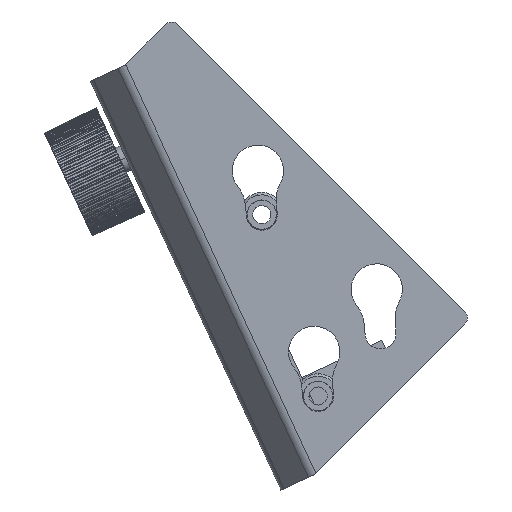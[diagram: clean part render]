
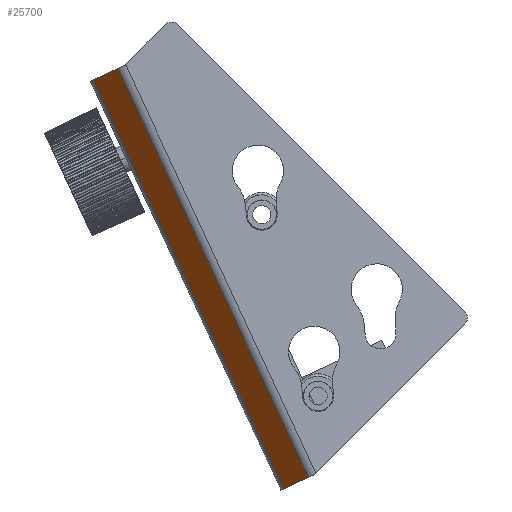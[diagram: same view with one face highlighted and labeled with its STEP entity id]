
A CAD part, left-side view. The second image highlights one B-rep face of the part: STEP entity #25700.
In plain terms, the highlighted face is planar.
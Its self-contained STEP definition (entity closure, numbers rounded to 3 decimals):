
#216 = AXIS2_PLACEMENT_3D ( 'NONE', #26887, #27093, #14101 ) ;
#3196 = EDGE_CURVE ( 'NONE', #8500, #37450, #29617, .T. ) ;
#4471 = FACE_OUTER_BOUND ( 'NONE', #10037, .T. ) ;
#5390 = DIRECTION ( 'NONE',  ( -0.242, 0.707, 0.664 ) ) ;
#6602 = CARTESIAN_POINT ( 'NONE',  ( 48.55, -7.071, -50.037 ) ) ;
#8500 = VERTEX_POINT ( 'NONE', #11144 ) ;
#9956 = CARTESIAN_POINT ( 'NONE',  ( -49.443, -0.802, -79.032 ) ) ;
#10037 = EDGE_LOOP ( 'NONE', ( #13590, #32548, #28266, #39282 ) ) ;
#11144 = CARTESIAN_POINT ( 'NONE',  ( 48.477, -6.855, -49.834 ) ) ;
#12110 = VERTEX_POINT ( 'NONE', #9956 ) ;
#13590 = ORIENTED_EDGE ( 'NONE', *, *, #3196, .T. ) ;
#14101 = DIRECTION ( 'NONE',  ( 0., -0.685, -0.729 ) ) ;
#14420 = VECTOR ( 'NONE', #29098, 1000. ) ;
#14870 = EDGE_CURVE ( 'NONE', #24009, #12110, #19838, .T. ) ;
#15206 = CARTESIAN_POINT ( 'NONE',  ( -49.516, -0.586, -78.829 ) ) ;
#17944 = LINE ( 'NONE', #15206, #21169 ) ;
#19322 = EDGE_CURVE ( 'NONE', #24009, #8500, #28608, .T. ) ;
#19355 = DIRECTION ( 'NONE',  ( 0.242, -0.707, -0.664 ) ) ;
#19838 = LINE ( 'NONE', #32631, #14420 ) ;
#21169 = VECTOR ( 'NONE', #5390, 1000. ) ;
#23708 = CARTESIAN_POINT ( 'NONE',  ( 48.477, -6.855, -49.834 ) ) ;
#24009 = VERTEX_POINT ( 'NONE', #35428 ) ;
#25700 = ADVANCED_FACE ( 'NONE', ( #4471 ), #30261, .F. ) ;
#26657 = DIRECTION ( 'NONE',  ( -0.94, 0., -0.342 ) ) ;
#26887 = CARTESIAN_POINT ( 'NONE',  ( 9.671, 28.277, -26.571 ) ) ;
#27093 = DIRECTION ( 'NONE',  ( -0.242, -0.707, 0.664 ) ) ;
#28266 = ORIENTED_EDGE ( 'NONE', *, *, #14870, .F. ) ;
#28608 = LINE ( 'NONE', #6602, #39956 ) ;
#29098 = DIRECTION ( 'NONE',  ( -0.94, 0., -0.342 ) ) ;
#29617 = LINE ( 'NONE', #23708, #35976 ) ;
#30261 = PLANE ( 'NONE',  #216 ) ;
#31050 = EDGE_CURVE ( 'NONE', #37450, #12110, #17944, .T. ) ;
#32548 = ORIENTED_EDGE ( 'NONE', *, *, #31050, .T. ) ;
#32631 = CARTESIAN_POINT ( 'NONE',  ( 19.617, -0.802, -53.896 ) ) ;
#35428 = CARTESIAN_POINT ( 'NONE',  ( 46.406, -0.802, -44.146 ) ) ;
#35976 = VECTOR ( 'NONE', #26657, 1000. ) ;
#37450 = VERTEX_POINT ( 'NONE', #40680 ) ;
#39282 = ORIENTED_EDGE ( 'NONE', *, *, #19322, .T. ) ;
#39956 = VECTOR ( 'NONE', #19355, 1000. ) ;
#40680 = CARTESIAN_POINT ( 'NONE',  ( -47.372, -6.855, -84.72 ) ) ;
